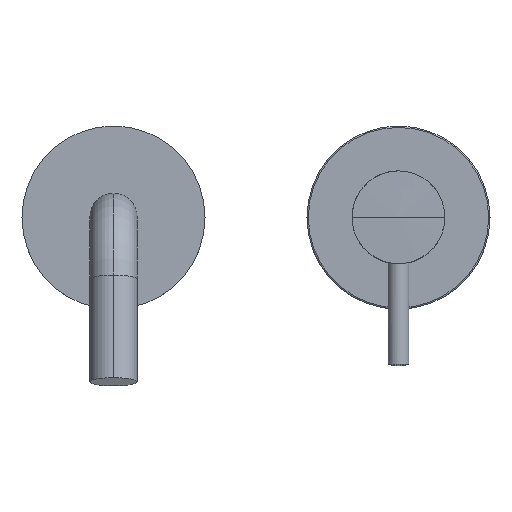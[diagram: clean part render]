
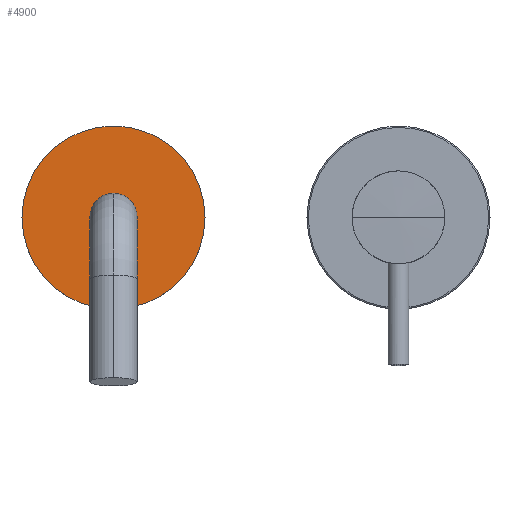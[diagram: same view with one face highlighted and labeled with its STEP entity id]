
A CAD part, top view. The second image highlights one B-rep face of the part: STEP entity #4900.
In plain terms, the highlighted planar face has unit normal (0, 0, 1).
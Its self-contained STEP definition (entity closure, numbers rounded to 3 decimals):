
#4743=CARTESIAN_POINT('',(-109.,0.,54.));
#4744=DIRECTION('',(0.,0.,1.));
#4745=DIRECTION('',(0.,1.,0.));
#4746=AXIS2_PLACEMENT_3D('',#4743,#4744,#4745);
#4752=CARTESIAN_POINT('',(-109.,0.,54.));
#4753=DIRECTION('',(0.,0.,1.));
#4754=DIRECTION('',(-1.,0.,0.));
#4755=AXIS2_PLACEMENT_3D('',#4752,#4753,#4754);
#4757=CARTESIAN_POINT('',(-109.,0.,54.));
#4758=DIRECTION('',(0.,0.,-1.));
#4759=DIRECTION('',(-1.,0.,0.));
#4760=AXIS2_PLACEMENT_3D('',#4757,#4758,#4759);
#4780=CARTESIAN_POINT('',(-109.,0.,54.));
#4781=DIRECTION('',(0.,0.,1.));
#4782=DIRECTION('',(0.,-1.,0.));
#4783=AXIS2_PLACEMENT_3D('',#4780,#4781,#4782);
#4846=CARTESIAN_POINT('',(-144.,0.,54.));
#4848=VERTEX_POINT('',#4846);
#4850=CARTESIAN_POINT('',(-74.,0.,54.));
#4852=VERTEX_POINT('',#4850);
#4857=CARTESIAN_POINT('',(-109.,-9.,54.));
#4858=CARTESIAN_POINT('',(-109.,9.,54.));
#4859=VERTEX_POINT('',#4857);
#4860=VERTEX_POINT('',#4858);
#4884=CARTESIAN_POINT('',(-109.,0.,54.));
#4885=DIRECTION('',(0.,0.,-1.));
#4886=DIRECTION('',(1.,0.,0.));
#4887=AXIS2_PLACEMENT_3D('',#4884,#4885,#4886);
#4888=PLANE('',#4887);
#4890=ORIENTED_EDGE('',*,*,#4889,.F.);
#4892=ORIENTED_EDGE('',*,*,#4891,.T.);
#4893=EDGE_LOOP('',(#4890,#4892));
#4894=FACE_OUTER_BOUND('',#4893,.F.);
#4896=ORIENTED_EDGE('',*,*,#4895,.T.);
#4897=ORIENTED_EDGE('',*,*,#4866,.T.);
#4898=EDGE_LOOP('',(#4896,#4897));
#4899=FACE_BOUND('',#4898,.F.);
#4900=ADVANCED_FACE('',(#4894,#4899),#4888,.F.);
#4747=CIRCLE('',#4746,9.);
#4756=CIRCLE('',#4755,35.);
#4761=CIRCLE('',#4760,35.);
#4784=CIRCLE('',#4783,9.);
#4866=EDGE_CURVE('',#4860,#4859,#4747,.T.);
#4889=EDGE_CURVE('',#4848,#4852,#4756,.T.);
#4891=EDGE_CURVE('',#4848,#4852,#4761,.T.);
#4895=EDGE_CURVE('',#4859,#4860,#4784,.T.);
